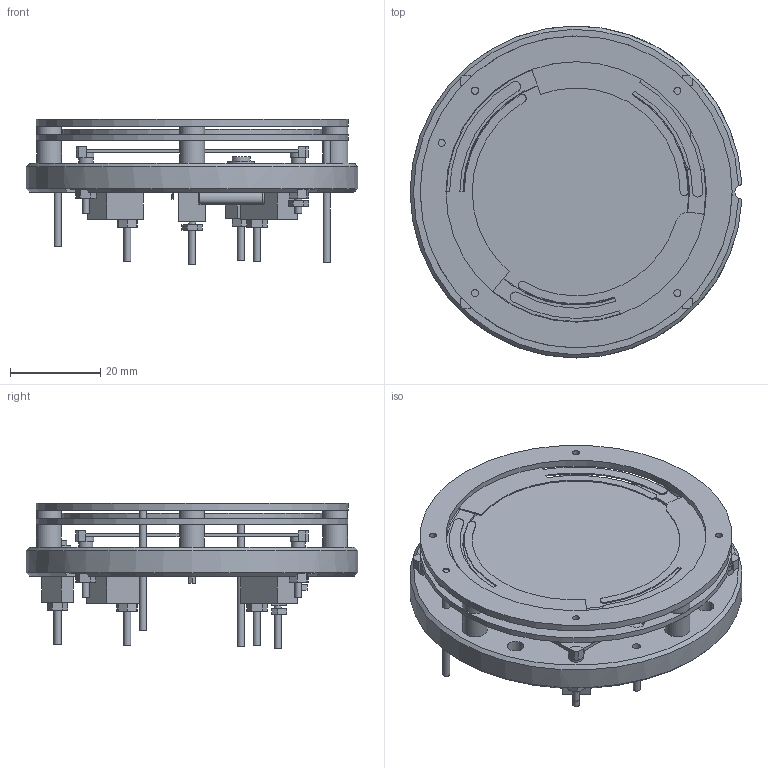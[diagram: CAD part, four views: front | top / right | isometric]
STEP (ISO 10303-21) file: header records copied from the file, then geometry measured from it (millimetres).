
FILE_DESCRIPTION(/* description */ (''),/* implementation_level */ '2;1');
FILE_NAME(/* name */ 'mcp_3394.stp',/* time_stamp */ '2025-09-11T16:10:01-04:00',/* author */ ('er9852'),/* organization */ (''),/* preprocessor_version */ 'ST-DEVELOPER v20',/* originating_system */ 'Autodesk Inventor 2024',/* authorisation */ '');
FILE_SCHEMA (('AUTOMOTIVE_DESIGN { 1 0 10303 214 3 1 1 }'));
Length unit declared in the file: inch
Products named in the file (1): MCP_3394
Bounding box: 73.64 x 73.67 x 32.26 mm (x, y, z)
Volume: 38552.2 mm3; surface area: 30334.9 mm2
Topology: 1 solids, 5 shells, 363 faces, 901 edges, 590 vertices
Faces by surface type: plane 261, cylinder 92, cone 8, torus 2
Full cylindrical faces by diameter (mm): 1.524 x6, 1.566 x2, 1.575 x11, 1.778 x3, 1.783 x4, 3.175 x4, 3.557 x10, 3.658 x4, 4.039 x1, 5.538 x8, 5.843 x1, 50.045 x1, 57.793 x1, 69.225 x1
Entity records: 10881 total; most frequent: CARTESIAN_POINT 1945, DIRECTION 1824, ORIENTED_EDGE 1802, EDGE_CURVE 901, LINE 666, VECTOR 666, VERTEX_POINT 590, AXIS2_PLACEMENT_3D 579
